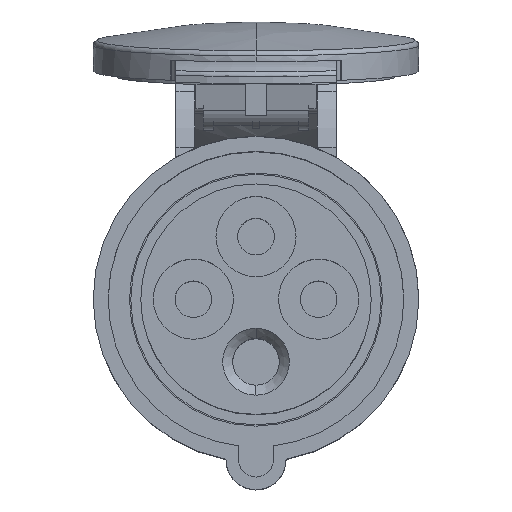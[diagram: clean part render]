
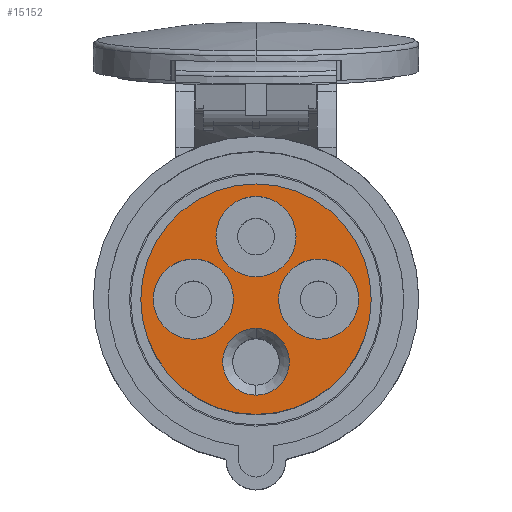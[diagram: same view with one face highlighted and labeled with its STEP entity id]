
A CAD part, top view. The second image highlights one B-rep face of the part: STEP entity #15152.
In plain terms, the highlighted planar face has unit normal (0, 0, 1).
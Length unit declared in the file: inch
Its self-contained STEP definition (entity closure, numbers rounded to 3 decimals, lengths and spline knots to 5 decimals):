
#14365=CARTESIAN_POINT('',(0.,0.,6.27907));
#14366=DIRECTION('',(0.,0.,-1.));
#14367=DIRECTION('',(-1.,0.,0.));
#14368=AXIS2_PLACEMENT_3D('',#14365,#14366,#14367);
#14370=CARTESIAN_POINT('',(0.,0.,6.27907));
#14371=DIRECTION('',(0.,0.,-1.));
#14372=DIRECTION('',(1.,0.,0.));
#14373=AXIS2_PLACEMENT_3D('',#14370,#14371,#14372);
#14375=CARTESIAN_POINT('',(0.,0.49213,6.27907));
#14376=DIRECTION('',(0.,0.,1.));
#14377=DIRECTION('',(1.,0.,0.));
#14378=AXIS2_PLACEMENT_3D('',#14375,#14376,#14377);
#14380=CARTESIAN_POINT('',(0.,0.49213,6.27907));
#14381=DIRECTION('',(0.,0.,1.));
#14382=DIRECTION('',(-1.,0.,0.));
#14383=AXIS2_PLACEMENT_3D('',#14380,#14381,#14382);
#14385=CARTESIAN_POINT('',(0.49213,0.,6.27907));
#14386=DIRECTION('',(0.,0.,1.));
#14387=DIRECTION('',(1.,0.,0.));
#14388=AXIS2_PLACEMENT_3D('',#14385,#14386,#14387);
#14390=CARTESIAN_POINT('',(0.49213,0.,6.27907));
#14391=DIRECTION('',(0.,0.,1.));
#14392=DIRECTION('',(-1.,0.,0.));
#14393=AXIS2_PLACEMENT_3D('',#14390,#14391,#14392);
#14395=CARTESIAN_POINT('',(0.,-0.49213,6.27907));
#14396=DIRECTION('',(0.,0.,1.));
#14397=DIRECTION('',(1.,0.,0.));
#14398=AXIS2_PLACEMENT_3D('',#14395,#14396,#14397);
#14400=CARTESIAN_POINT('',(0.,-0.49213,6.27907));
#14401=DIRECTION('',(0.,0.,1.));
#14402=DIRECTION('',(-1.,0.,0.));
#14403=AXIS2_PLACEMENT_3D('',#14400,#14401,#14402);
#14405=CARTESIAN_POINT('',(-0.49213,0.,6.27907));
#14406=DIRECTION('',(0.,0.,1.));
#14407=DIRECTION('',(-1.,0.,0.));
#14408=AXIS2_PLACEMENT_3D('',#14405,#14406,#14407);
#14410=CARTESIAN_POINT('',(-0.49213,0.,6.27907));
#14411=DIRECTION('',(0.,0.,1.));
#14412=DIRECTION('',(0.,-1.,0.));
#14413=AXIS2_PLACEMENT_3D('',#14410,#14411,#14412);
#14415=CARTESIAN_POINT('',(-0.49213,0.,6.27907));
#14416=DIRECTION('',(0.,0.,1.));
#14417=DIRECTION('',(1.,0.,0.));
#14418=AXIS2_PLACEMENT_3D('',#14415,#14416,#14417);
#14420=CARTESIAN_POINT('',(-0.49213,0.,6.27907));
#14421=DIRECTION('',(0.,0.,1.));
#14422=DIRECTION('',(0.,1.,0.));
#14423=AXIS2_PLACEMENT_3D('',#14420,#14421,#14422);
#14945=CARTESIAN_POINT('',(-0.90551,0.,6.27907));
#14946=CARTESIAN_POINT('',(0.90551,0.,6.27907));
#14947=VERTEX_POINT('',#14945);
#14948=VERTEX_POINT('',#14946);
#14949=CARTESIAN_POINT('',(0.31496,0.49213,
6.27907));
#14950=CARTESIAN_POINT('',(-0.31496,0.49213,
6.27907));
#14951=VERTEX_POINT('',#14949);
#14952=VERTEX_POINT('',#14950);
#14953=CARTESIAN_POINT('',(0.80709,0.,6.27907));
#14954=CARTESIAN_POINT('',(0.17717,0.,6.27907));
#14955=VERTEX_POINT('',#14953);
#14956=VERTEX_POINT('',#14954);
#14957=CARTESIAN_POINT('',(0.31496,-0.49213,
6.27907));
#14958=CARTESIAN_POINT('',(-0.31496,-0.49213,
6.27907));
#14959=VERTEX_POINT('',#14957);
#14960=VERTEX_POINT('',#14958);
#14961=CARTESIAN_POINT('',(-0.7542,0.,6.27907));
#14962=CARTESIAN_POINT('',(-0.49213,-0.26207,
6.27907));
#14963=VERTEX_POINT('',#14961);
#14964=VERTEX_POINT('',#14962);
#14965=CARTESIAN_POINT('',(-0.23006,0.,6.27907));
#14966=VERTEX_POINT('',#14965);
#14967=CARTESIAN_POINT('',(-0.49213,0.26207,
6.27907));
#14968=VERTEX_POINT('',#14967);
#15113=CARTESIAN_POINT('',(0.,0.,6.27907));
#15114=DIRECTION('',(0.,0.,1.));
#15115=DIRECTION('',(1.,0.,0.));
#15116=AXIS2_PLACEMENT_3D('',#15113,#15114,#15115);
#15117=PLANE('',#15116);
#15119=ORIENTED_EDGE('',*,*,#15118,.T.);
#15121=ORIENTED_EDGE('',*,*,#15120,.T.);
#15122=EDGE_LOOP('',(#15119,#15121));
#15123=FACE_OUTER_BOUND('',#15122,.F.);
#15125=ORIENTED_EDGE('',*,*,#15124,.T.);
#15127=ORIENTED_EDGE('',*,*,#15126,.T.);
#15128=EDGE_LOOP('',(#15125,#15127));
#15129=FACE_BOUND('',#15128,.F.);
#15131=ORIENTED_EDGE('',*,*,#15130,.T.);
#15133=ORIENTED_EDGE('',*,*,#15132,.T.);
#15134=EDGE_LOOP('',(#15131,#15133));
#15135=FACE_BOUND('',#15134,.F.);
#15137=ORIENTED_EDGE('',*,*,#15136,.T.);
#15139=ORIENTED_EDGE('',*,*,#15138,.T.);
#15140=EDGE_LOOP('',(#15137,#15139));
#15141=FACE_BOUND('',#15140,.F.);
#15143=ORIENTED_EDGE('',*,*,#15142,.T.);
#15145=ORIENTED_EDGE('',*,*,#15144,.T.);
#15147=ORIENTED_EDGE('',*,*,#15146,.T.);
#15149=ORIENTED_EDGE('',*,*,#15148,.T.);
#15150=EDGE_LOOP('',(#15143,#15145,#15147,#15149));
#15151=FACE_BOUND('',#15150,.F.);
#15152=ADVANCED_FACE('',(#15123,#15129,#15135,#15141,#15151),#15117,.T.);
#14369=CIRCLE('',#14368,0.90551);
#14374=CIRCLE('',#14373,0.90551);
#14379=CIRCLE('',#14378,0.31496);
#14384=CIRCLE('',#14383,0.31496);
#14389=CIRCLE('',#14388,0.31496);
#14394=CIRCLE('',#14393,0.31496);
#14399=CIRCLE('',#14398,0.31496);
#14404=CIRCLE('',#14403,0.31496);
#14409=CIRCLE('',#14408,0.26207);
#14414=CIRCLE('',#14413,0.26207);
#14419=CIRCLE('',#14418,0.26207);
#14424=CIRCLE('',#14423,0.26207);
#15118=EDGE_CURVE('',#14947,#14948,#14369,.T.);
#15120=EDGE_CURVE('',#14948,#14947,#14374,.T.);
#15124=EDGE_CURVE('',#14951,#14952,#14379,.T.);
#15126=EDGE_CURVE('',#14952,#14951,#14384,.T.);
#15130=EDGE_CURVE('',#14955,#14956,#14389,.T.);
#15132=EDGE_CURVE('',#14956,#14955,#14394,.T.);
#15136=EDGE_CURVE('',#14959,#14960,#14399,.T.);
#15138=EDGE_CURVE('',#14960,#14959,#14404,.T.);
#15142=EDGE_CURVE('',#14963,#14964,#14409,.T.);
#15144=EDGE_CURVE('',#14964,#14966,#14414,.T.);
#15146=EDGE_CURVE('',#14966,#14968,#14419,.T.);
#15148=EDGE_CURVE('',#14968,#14963,#14424,.T.);
